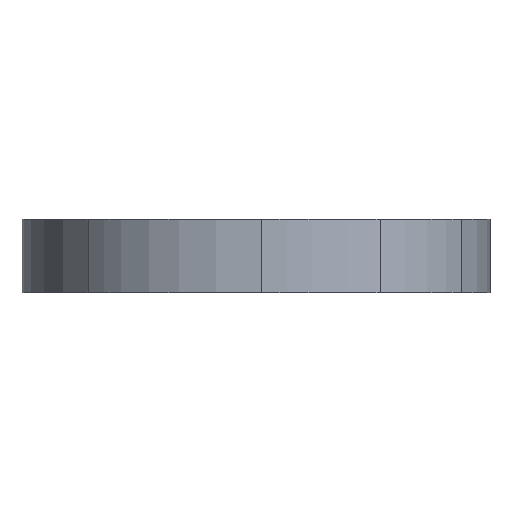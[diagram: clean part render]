
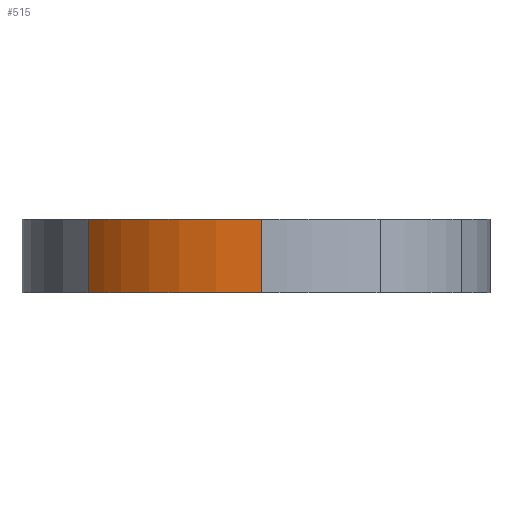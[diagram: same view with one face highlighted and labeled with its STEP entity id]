
A CAD part, front view. The second image highlights one B-rep face of the part: STEP entity #515.
In plain terms, the highlighted free-form (B-spline) face has degree [3, 1] with [4, 2] control points.
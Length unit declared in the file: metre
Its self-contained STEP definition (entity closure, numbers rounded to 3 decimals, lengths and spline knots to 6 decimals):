
#37=B_SPLINE_CURVE_WITH_KNOTS('',2,(#840,#841,#842),.UNSPECIFIED.,.F.,.F.,
(3,3),(0.,1.),.PIECEWISE_BEZIER_KNOTS.);
#38=B_SPLINE_CURVE_WITH_KNOTS('',2,(#844,#845,#846),.UNSPECIFIED.,.F.,.F.,
(3,3),(0.,1.),.PIECEWISE_BEZIER_KNOTS.);
#62=B_SPLINE_SURFACE_WITH_KNOTS('',3,1,((#832,#833),(#834,#835),(#836,#837),
(#838,#839)),.SURF_OF_LINEAR_EXTRUSION.,.F.,.F.,.F.,(4,4),(2,2),(0.,1.),
(0.,1.),.PIECEWISE_BEZIER_KNOTS.);
#94=LINE('',#831,#130);
#95=LINE('',#848,#131);
#130=VECTOR('',#606,1.);
#131=VECTOR('',#607,1.);
#202=ORIENTED_EDGE('',*,*,#345,.T.);
#203=ORIENTED_EDGE('',*,*,#344,.F.);
#204=ORIENTED_EDGE('',*,*,#346,.F.);
#205=ORIENTED_EDGE('',*,*,#347,.T.);
#344=EDGE_CURVE('',#409,#408,#94,.T.);
#345=EDGE_CURVE('',#410,#408,#37,.T.);
#346=EDGE_CURVE('',#411,#409,#38,.T.);
#347=EDGE_CURVE('',#411,#410,#95,.T.);
#408=VERTEX_POINT('',#826);
#409=VERTEX_POINT('',#830);
#410=VERTEX_POINT('',#843);
#411=VERTEX_POINT('',#847);
#451=EDGE_LOOP('',(#202,#203,#204,#205));
#481=FACE_BOUND('',#451,.T.);
#515=ADVANCED_FACE('',(#481),#62,.F.);
#606=DIRECTION('',(0.,0.,1.));
#607=DIRECTION('',(0.,0.,1.));
#826=CARTESIAN_POINT('',(0.101676,0.00533,0.0095));
#830=CARTESIAN_POINT('',(0.101676,0.00533,0.0089));
#831=CARTESIAN_POINT('',(0.101676,0.00533,0.0089));
#832=CARTESIAN_POINT('',(0.103087,0.004721,0.0089));
#833=CARTESIAN_POINT('',(0.103087,0.004721,0.0095));
#834=CARTESIAN_POINT('',(0.102505,0.004721,0.0089));
#835=CARTESIAN_POINT('',(0.102505,0.004721,0.0095));
#836=CARTESIAN_POINT('',(0.102034,0.004924,0.0089));
#837=CARTESIAN_POINT('',(0.102034,0.004924,0.0095));
#838=CARTESIAN_POINT('',(0.101676,0.00533,0.0089));
#839=CARTESIAN_POINT('',(0.101676,0.00533,0.0095));
#840=CARTESIAN_POINT('',(0.103087,0.004721,0.0095));
#841=CARTESIAN_POINT('',(0.102214,0.004721,0.0095));
#842=CARTESIAN_POINT('',(0.101676,0.00533,0.0095));
#843=CARTESIAN_POINT('',(0.103087,0.004721,0.0095));
#844=CARTESIAN_POINT('',(0.103087,0.004721,0.0089));
#845=CARTESIAN_POINT('',(0.102214,0.004721,0.0089));
#846=CARTESIAN_POINT('',(0.101676,0.00533,0.0089));
#847=CARTESIAN_POINT('',(0.103087,0.004721,0.0089));
#848=CARTESIAN_POINT('',(0.103087,0.004721,0.0089));
